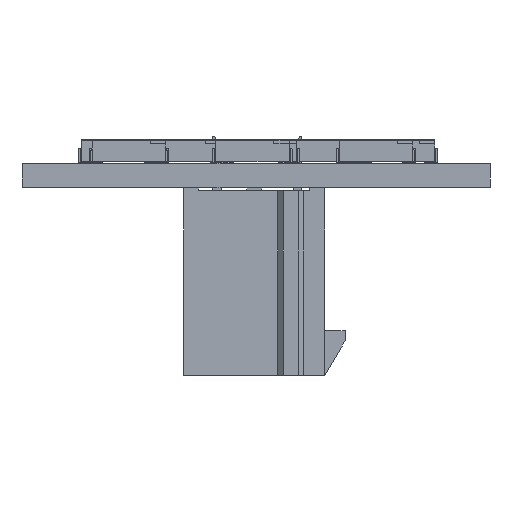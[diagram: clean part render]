
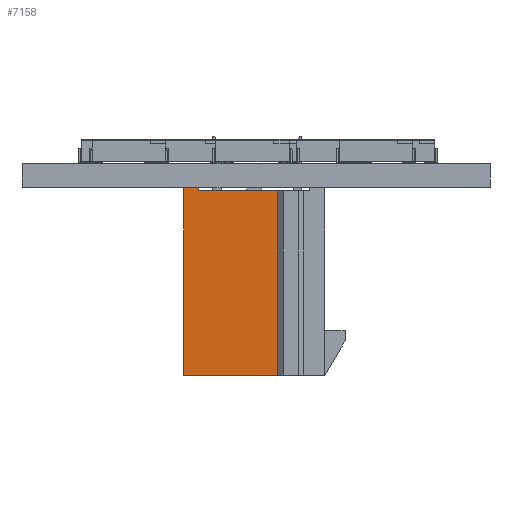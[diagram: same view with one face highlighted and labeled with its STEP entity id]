
A CAD part, front view. The second image highlights one B-rep face of the part: STEP entity #7158.
In plain terms, the highlighted face is planar.
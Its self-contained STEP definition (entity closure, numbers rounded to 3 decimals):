
#5949 = PLANE('',#5950);
#5950 = AXIS2_PLACEMENT_3D('',#5951,#5952,#5953);
#5951 = CARTESIAN_POINT('',(-4.8,12.8,4.8));
#5952 = DIRECTION('',(0.,0.,1.));
#5953 = DIRECTION('',(1.,-0.,0.));
#6185 = PLANE('',#6186);
#6186 = AXIS2_PLACEMENT_3D('',#6187,#6188,#6189);
#6187 = CARTESIAN_POINT('',(-4.8,12.8,-4.8));
#6188 = DIRECTION('',(0.,1.,0.));
#6189 = DIRECTION('',(1.,0.,-0.));
#6882 = PLANE('',#6883);
#6883 = AXIS2_PLACEMENT_3D('',#6884,#6885,#6886);
#6884 = CARTESIAN_POINT('',(1.1,0.,3.8));
#6885 = DIRECTION('',(0.,0.,1.));
#6886 = DIRECTION('',(1.,-0.,0.));
#7158 = ADVANCED_FACE('',(#7159),#7173,.F.);
#7159 = FACE_BOUND('',#7160,.F.);
#7160 = EDGE_LOOP('',(#7161,#7196,#7219,#7242,#7270,#7293));
#7161 = ORIENTED_EDGE('',*,*,#7162,.T.);
#7162 = EDGE_CURVE('',#7163,#7165,#7167,.T.);
#7163 = VERTEX_POINT('',#7164);
#7164 = CARTESIAN_POINT('',(-4.8,0.2,-1.59));
#7165 = VERTEX_POINT('',#7166);
#7166 = CARTESIAN_POINT('',(-4.8,12.8,-1.59));
#7167 = SURFACE_CURVE('',#7168,(#7172,#7184),.PCURVE_S1.);
#7168 = LINE('',#7169,#7170);
#7169 = CARTESIAN_POINT('',(-4.8,0.2,-1.59)
  );
#7170 = VECTOR('',#7171,1.);
#7171 = DIRECTION('',(0.,1.,0.));
#7172 = PCURVE('',#7173,#7178);
#7173 = PLANE('',#7174);
#7174 = AXIS2_PLACEMENT_3D('',#7175,#7176,#7177);
#7175 = CARTESIAN_POINT('',(-4.8,0.,0.));
#7176 = DIRECTION('',(1.,0.,0.));
#7177 = DIRECTION('',(0.,1.,-0.));
#7178 = DEFINITIONAL_REPRESENTATION('',(#7179),#7183);
#7179 = LINE('',#7180,#7181);
#7180 = CARTESIAN_POINT('',(0.2,-1.59));
#7181 = VECTOR('',#7182,1.);
#7182 = DIRECTION('',(1.,0.));
#7183 = ( GEOMETRIC_REPRESENTATION_CONTEXT(2) 
PARAMETRIC_REPRESENTATION_CONTEXT() REPRESENTATION_CONTEXT('2D SPACE',''
  ) );
#7184 = PCURVE('',#7185,#7190);
#7185 = PLANE('',#7186);
#7186 = AXIS2_PLACEMENT_3D('',#7187,#7188,#7189);
#7187 = CARTESIAN_POINT('',(-4.8,12.8,-1.59));
#7188 = DIRECTION('',(-0.707,0.,0.707));
#7189 = DIRECTION('',(0.,1.,0.));
#7190 = DEFINITIONAL_REPRESENTATION('',(#7191),#7195);
#7191 = LINE('',#7192,#7193);
#7192 = CARTESIAN_POINT('',(-12.6,0.));
#7193 = VECTOR('',#7194,1.);
#7194 = DIRECTION('',(1.,0.));
#7195 = ( GEOMETRIC_REPRESENTATION_CONTEXT(2) 
PARAMETRIC_REPRESENTATION_CONTEXT() REPRESENTATION_CONTEXT('2D SPACE',''
  ) );
#7196 = ORIENTED_EDGE('',*,*,#7197,.T.);
#7197 = EDGE_CURVE('',#7165,#7198,#7200,.T.);
#7198 = VERTEX_POINT('',#7199);
#7199 = CARTESIAN_POINT('',(-4.8,12.8,4.8));
#7200 = SURFACE_CURVE('',#7201,(#7205,#7212),.PCURVE_S1.);
#7201 = LINE('',#7202,#7203);
#7202 = CARTESIAN_POINT('',(-4.8,12.8,-1.59
    ));
#7203 = VECTOR('',#7204,1.);
#7204 = DIRECTION('',(0.,0.,1.));
#7205 = PCURVE('',#7173,#7206);
#7206 = DEFINITIONAL_REPRESENTATION('',(#7207),#7211);
#7207 = LINE('',#7208,#7209);
#7208 = CARTESIAN_POINT('',(12.8,-1.59));
#7209 = VECTOR('',#7210,1.);
#7210 = DIRECTION('',(0.,1.));
#7211 = ( GEOMETRIC_REPRESENTATION_CONTEXT(2) 
PARAMETRIC_REPRESENTATION_CONTEXT() REPRESENTATION_CONTEXT('2D SPACE',''
  ) );
#7212 = PCURVE('',#6185,#7213);
#7213 = DEFINITIONAL_REPRESENTATION('',(#7214),#7218);
#7214 = LINE('',#7215,#7216);
#7215 = CARTESIAN_POINT('',(0.,-3.21));
#7216 = VECTOR('',#7217,1.);
#7217 = DIRECTION('',(0.,-1.));
#7218 = ( GEOMETRIC_REPRESENTATION_CONTEXT(2) 
PARAMETRIC_REPRESENTATION_CONTEXT() REPRESENTATION_CONTEXT('2D SPACE',''
  ) );
#7219 = ORIENTED_EDGE('',*,*,#7220,.T.);
#7220 = EDGE_CURVE('',#7198,#7221,#7223,.T.);
#7221 = VERTEX_POINT('',#7222);
#7222 = CARTESIAN_POINT('',(-4.8,0.,4.8));
#7223 = SURFACE_CURVE('',#7224,(#7228,#7235),.PCURVE_S1.);
#7224 = LINE('',#7225,#7226);
#7225 = CARTESIAN_POINT('',(-4.8,12.8,4.8)
  );
#7226 = VECTOR('',#7227,1.);
#7227 = DIRECTION('',(0.,-1.,0.));
#7228 = PCURVE('',#7173,#7229);
#7229 = DEFINITIONAL_REPRESENTATION('',(#7230),#7234);
#7230 = LINE('',#7231,#7232);
#7231 = CARTESIAN_POINT('',(12.8,4.8));
#7232 = VECTOR('',#7233,1.);
#7233 = DIRECTION('',(-1.,0.));
#7234 = ( GEOMETRIC_REPRESENTATION_CONTEXT(2) 
PARAMETRIC_REPRESENTATION_CONTEXT() REPRESENTATION_CONTEXT('2D SPACE',''
  ) );
#7235 = PCURVE('',#5949,#7236);
#7236 = DEFINITIONAL_REPRESENTATION('',(#7237),#7241);
#7237 = LINE('',#7238,#7239);
#7238 = CARTESIAN_POINT('',(0.,0.));
#7239 = VECTOR('',#7240,1.);
#7240 = DIRECTION('',(0.,-1.));
#7241 = ( GEOMETRIC_REPRESENTATION_CONTEXT(2) 
PARAMETRIC_REPRESENTATION_CONTEXT() REPRESENTATION_CONTEXT('2D SPACE',''
  ) );
#7242 = ORIENTED_EDGE('',*,*,#7243,.T.);
#7243 = EDGE_CURVE('',#7221,#7244,#7246,.T.);
#7244 = VERTEX_POINT('',#7245);
#7245 = CARTESIAN_POINT('',(-4.8,0.,3.8));
#7246 = SURFACE_CURVE('',#7247,(#7251,#7258),.PCURVE_S1.);
#7247 = LINE('',#7248,#7249);
#7248 = CARTESIAN_POINT('',(-4.8,0.,4.8));
#7249 = VECTOR('',#7250,1.);
#7250 = DIRECTION('',(0.,0.,-1.));
#7251 = PCURVE('',#7173,#7252);
#7252 = DEFINITIONAL_REPRESENTATION('',(#7253),#7257);
#7253 = LINE('',#7254,#7255);
#7254 = CARTESIAN_POINT('',(0.,4.8));
#7255 = VECTOR('',#7256,1.);
#7256 = DIRECTION('',(0.,-1.));
#7257 = ( GEOMETRIC_REPRESENTATION_CONTEXT(2) 
PARAMETRIC_REPRESENTATION_CONTEXT() REPRESENTATION_CONTEXT('2D SPACE',''
  ) );
#7258 = PCURVE('',#7259,#7264);
#7259 = PLANE('',#7260);
#7260 = AXIS2_PLACEMENT_3D('',#7261,#7262,#7263);
#7261 = CARTESIAN_POINT('',(-4.8,0.,4.8));
#7262 = DIRECTION('',(0.,-1.,0.));
#7263 = DIRECTION('',(0.,0.,-1.));
#7264 = DEFINITIONAL_REPRESENTATION('',(#7265),#7269);
#7265 = LINE('',#7266,#7267);
#7266 = CARTESIAN_POINT('',(0.,0.));
#7267 = VECTOR('',#7268,1.);
#7268 = DIRECTION('',(1.,0.));
#7269 = ( GEOMETRIC_REPRESENTATION_CONTEXT(2) 
PARAMETRIC_REPRESENTATION_CONTEXT() REPRESENTATION_CONTEXT('2D SPACE',''
  ) );
#7270 = ORIENTED_EDGE('',*,*,#7271,.T.);
#7271 = EDGE_CURVE('',#7244,#7272,#7274,.T.);
#7272 = VERTEX_POINT('',#7273);
#7273 = CARTESIAN_POINT('',(-4.8,0.2,3.8));
#7274 = SURFACE_CURVE('',#7275,(#7279,#7286),.PCURVE_S1.);
#7275 = LINE('',#7276,#7277);
#7276 = CARTESIAN_POINT('',(-4.8,0.,3.8));
#7277 = VECTOR('',#7278,1.);
#7278 = DIRECTION('',(0.,1.,0.));
#7279 = PCURVE('',#7173,#7280);
#7280 = DEFINITIONAL_REPRESENTATION('',(#7281),#7285);
#7281 = LINE('',#7282,#7283);
#7282 = CARTESIAN_POINT('',(0.,3.8));
#7283 = VECTOR('',#7284,1.);
#7284 = DIRECTION('',(1.,0.));
#7285 = ( GEOMETRIC_REPRESENTATION_CONTEXT(2) 
PARAMETRIC_REPRESENTATION_CONTEXT() REPRESENTATION_CONTEXT('2D SPACE',''
  ) );
#7286 = PCURVE('',#6882,#7287);
#7287 = DEFINITIONAL_REPRESENTATION('',(#7288),#7292);
#7288 = LINE('',#7289,#7290);
#7289 = CARTESIAN_POINT('',(-5.9,0.));
#7290 = VECTOR('',#7291,1.);
#7291 = DIRECTION('',(0.,1.));
#7292 = ( GEOMETRIC_REPRESENTATION_CONTEXT(2) 
PARAMETRIC_REPRESENTATION_CONTEXT() REPRESENTATION_CONTEXT('2D SPACE',''
  ) );
#7293 = ORIENTED_EDGE('',*,*,#7294,.F.);
#7294 = EDGE_CURVE('',#7163,#7272,#7295,.T.);
#7295 = SURFACE_CURVE('',#7296,(#7300,#7307),.PCURVE_S1.);
#7296 = LINE('',#7297,#7298);
#7297 = CARTESIAN_POINT('',(-4.8,0.2,-1.59)
  );
#7298 = VECTOR('',#7299,1.);
#7299 = DIRECTION('',(0.,0.,1.));
#7300 = PCURVE('',#7173,#7301);
#7301 = DEFINITIONAL_REPRESENTATION('',(#7302),#7306);
#7302 = LINE('',#7303,#7304);
#7303 = CARTESIAN_POINT('',(0.2,-1.59));
#7304 = VECTOR('',#7305,1.);
#7305 = DIRECTION('',(0.,1.));
#7306 = ( GEOMETRIC_REPRESENTATION_CONTEXT(2) 
PARAMETRIC_REPRESENTATION_CONTEXT() REPRESENTATION_CONTEXT('2D SPACE',''
  ) );
#7307 = PCURVE('',#7308,#7313);
#7308 = PLANE('',#7309);
#7309 = AXIS2_PLACEMENT_3D('',#7310,#7311,#7312);
#7310 = CARTESIAN_POINT('',(-4.8,0.2,0.));
#7311 = DIRECTION('',(0.,-1.,0.));
#7312 = DIRECTION('',(0.,0.,-1.));
#7313 = DEFINITIONAL_REPRESENTATION('',(#7314),#7318);
#7314 = LINE('',#7315,#7316);
#7315 = CARTESIAN_POINT('',(1.59,0.));
#7316 = VECTOR('',#7317,1.);
#7317 = DIRECTION('',(-1.,0.));
#7318 = ( GEOMETRIC_REPRESENTATION_CONTEXT(2) 
PARAMETRIC_REPRESENTATION_CONTEXT() REPRESENTATION_CONTEXT('2D SPACE',''
  ) );
